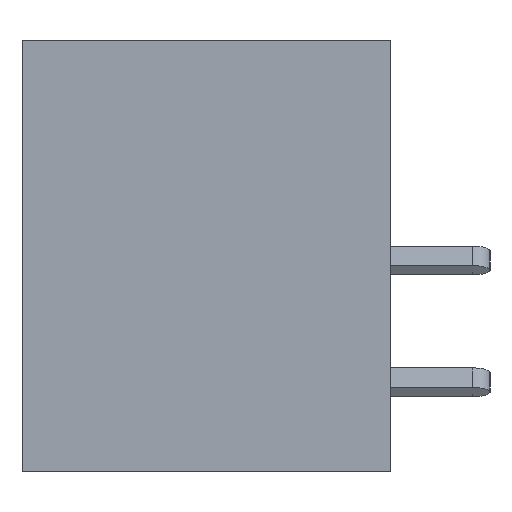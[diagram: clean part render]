
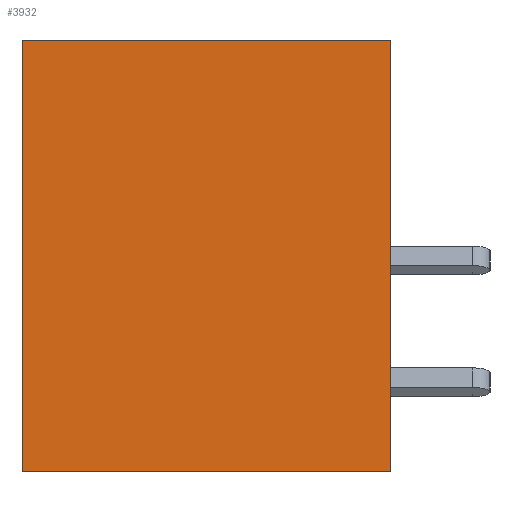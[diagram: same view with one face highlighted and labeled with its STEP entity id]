
A CAD part, left-side view. The second image highlights one B-rep face of the part: STEP entity #3932.
In plain terms, the highlighted planar face has unit normal (-1, 0, 0).
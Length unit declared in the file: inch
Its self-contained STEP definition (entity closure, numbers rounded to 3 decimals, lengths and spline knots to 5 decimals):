
#1112 = EDGE_CURVE ( 'NONE', #8336, #13342, #1429, .T. ) ;
#1197 = CARTESIAN_POINT ( 'NONE',  ( 0., 0., 0. ) ) ;
#1429 = LINE ( 'NONE', #6250, #17028 ) ;
#3286 = DIRECTION ( 'NONE',  ( 0., 0., -1. ) ) ;
#3932 = ADVANCED_FACE ( 'NONE', ( #15035 ), #12686, .F. ) ;
#4557 = CARTESIAN_POINT ( 'NONE',  ( 0., 0.453, 0. ) ) ;
#4610 = CARTESIAN_POINT ( 'NONE',  ( 0., 0., 0. ) ) ;
#5449 = EDGE_CURVE ( 'NONE', #13544, #16625, #5813, .T. ) ;
#5813 = LINE ( 'NONE', #18743, #24066 ) ;
#6250 = CARTESIAN_POINT ( 'NONE',  ( 0., 0.453, -0.531 ) ) ;
#7513 = ORIENTED_EDGE ( 'NONE', *, *, #5449, .F. ) ;
#7529 = CARTESIAN_POINT ( 'NONE',  ( 0., 0.453, 0. ) ) ;
#7894 = CARTESIAN_POINT ( 'NONE',  ( 0., 0., -0.531 ) ) ;
#8257 = AXIS2_PLACEMENT_3D ( 'NONE', #21890, #23769, #3286 ) ;
#8312 = EDGE_LOOP ( 'NONE', ( #8913, #7513, #17953, #8746 ) ) ;
#8336 = VERTEX_POINT ( 'NONE', #19255 ) ;
#8746 = ORIENTED_EDGE ( 'NONE', *, *, #1112, .T. ) ;
#8789 = LINE ( 'NONE', #4610, #18220 ) ;
#8913 = ORIENTED_EDGE ( 'NONE', *, *, #15319, .T. ) ;
#10439 = VECTOR ( 'NONE', #14198, 39.37008 ) ;
#12686 = PLANE ( 'NONE',  #8257 ) ;
#13342 = VERTEX_POINT ( 'NONE', #7894 ) ;
#13544 = VERTEX_POINT ( 'NONE', #7529 ) ;
#14198 = DIRECTION ( 'NONE',  ( 0., 0., 1. ) ) ;
#15035 = FACE_OUTER_BOUND ( 'NONE', #8312, .T. ) ;
#15319 = EDGE_CURVE ( 'NONE', #13342, #16625, #8789, .T. ) ;
#16625 = VERTEX_POINT ( 'NONE', #1197 ) ;
#17028 = VECTOR ( 'NONE', #19441, 39.37008 ) ;
#17208 = LINE ( 'NONE', #4557, #10439 ) ;
#17953 = ORIENTED_EDGE ( 'NONE', *, *, #18277, .F. ) ;
#18220 = VECTOR ( 'NONE', #20176, 39.37008 ) ;
#18277 = EDGE_CURVE ( 'NONE', #8336, #13544, #17208, .T. ) ;
#18743 = CARTESIAN_POINT ( 'NONE',  ( 0., 0.453, 0. ) ) ;
#19255 = CARTESIAN_POINT ( 'NONE',  ( 0., 0.453, -0.531 ) ) ;
#19441 = DIRECTION ( 'NONE',  ( 0., -1., 0. ) ) ;
#20176 = DIRECTION ( 'NONE',  ( 0., 0., 1. ) ) ;
#21890 = CARTESIAN_POINT ( 'NONE',  ( 0., 0.453, 0. ) ) ;
#22414 = DIRECTION ( 'NONE',  ( 0., -1., 0. ) ) ;
#23769 = DIRECTION ( 'NONE',  ( 1., 0., 0. ) ) ;
#24066 = VECTOR ( 'NONE', #22414, 39.37008 ) ;
